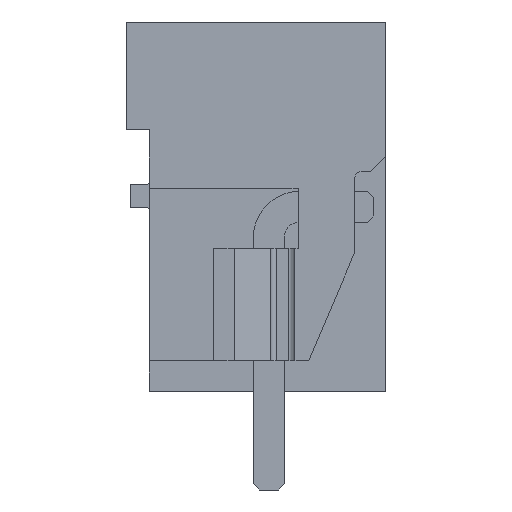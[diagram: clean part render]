
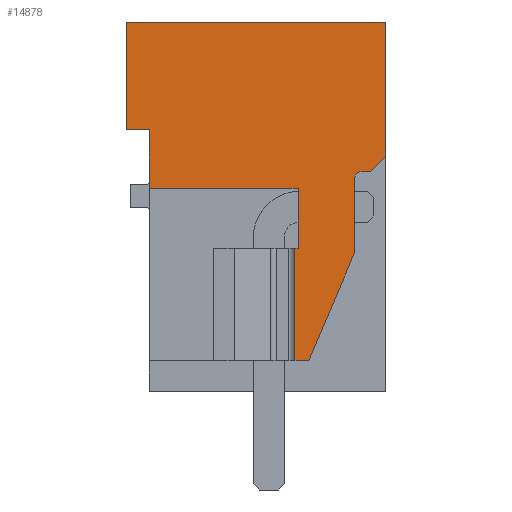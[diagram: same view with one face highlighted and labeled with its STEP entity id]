
A CAD part, left-side view. The second image highlights one B-rep face of the part: STEP entity #14878.
In plain terms, the highlighted planar face has unit normal (-1, 0, 0).
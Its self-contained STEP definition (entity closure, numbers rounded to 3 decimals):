
#14791=AXIS2_PLACEMENT_3D('Plane Axis2P3D',#14788,#14789,#14790) ;
#14844=AXIS2_PLACEMENT_3D('Circle Axis2P3D',#14842,#14843,$) ;
#63=CARTESIAN_POINT('Vertex',(0.,0.,15.2)) ;
#66=CARTESIAN_POINT('Line Origine',(0.,0.,13.023)) ;
#70=CARTESIAN_POINT('Vertex',(0.,0.,10.846)) ;
#147=CARTESIAN_POINT('Vertex',(0.,8.43,15.2)) ;
#150=CARTESIAN_POINT('Line Origine',(0.,4.215,15.2)) ;
#2495=CARTESIAN_POINT('Vertex',(0.,8.43,11.7)) ;
#2498=CARTESIAN_POINT('Line Origine',(0.,8.43,13.45)) ;
#3456=CARTESIAN_POINT('Vertex',(0.,7.68,9.8)) ;
#3459=CARTESIAN_POINT('Line Origine',(0.,7.68,10.75)) ;
#3463=CARTESIAN_POINT('Vertex',(0.,7.68,11.7)) ;
#14736=CARTESIAN_POINT('Line Origine',(0.,8.055,11.7)) ;
#14788=CARTESIAN_POINT('Axis2P3D Location',(0.,0.,0.)) ;
#14793=CARTESIAN_POINT('Line Origine',(0.,5.265,9.8)) ;
#14797=CARTESIAN_POINT('Vertex',(0.,2.85,9.8)) ;
#14800=CARTESIAN_POINT('Line Origine',(0.,2.85,8.825)) ;
#14804=CARTESIAN_POINT('Vertex',(0.,2.85,7.85)) ;
#14807=CARTESIAN_POINT('Line Origine',(0.,2.9,7.85)) ;
#14811=CARTESIAN_POINT('Vertex',(0.,2.95,7.85)) ;
#14814=CARTESIAN_POINT('Line Origine',(0.,2.95,6.025)) ;
#14818=CARTESIAN_POINT('Vertex',(0.,2.95,4.2)) ;
#14821=CARTESIAN_POINT('Line Origine',(0.,2.725,4.2)) ;
#14825=CARTESIAN_POINT('Vertex',(0.,2.5,4.2)) ;
#14828=CARTESIAN_POINT('Line Origine',(0.,1.75,5.968)) ;
#14832=CARTESIAN_POINT('Vertex',(0.,1.,7.736)) ;
#14835=CARTESIAN_POINT('Line Origine',(0.,1.,8.941)) ;
#14839=CARTESIAN_POINT('Vertex',(0.,1.,10.146)) ;
#14842=CARTESIAN_POINT('Axis2P3D Location',(0.,0.8,10.146)) ;
#14846=CARTESIAN_POINT('Vertex',(0.,0.8,10.346)) ;
#14849=CARTESIAN_POINT('Line Origine',(0.,0.65,10.346)) ;
#14853=CARTESIAN_POINT('Vertex',(0.,0.5,10.346)) ;
#14856=CARTESIAN_POINT('Line Origine',(0.,0.25,10.596)) ;
#67=DIRECTION('Vector Direction',(0.,0.,-1.)) ;
#151=DIRECTION('Vector Direction',(0.,-1.,0.)) ;
#2499=DIRECTION('Vector Direction',(0.,0.,-1.)) ;
#3460=DIRECTION('Vector Direction',(0.,0.,-1.)) ;
#14737=DIRECTION('Vector Direction',(0.,-1.,0.)) ;
#14789=DIRECTION('Axis2P3D Direction',(-1.,0.,0.)) ;
#14790=DIRECTION('Axis2P3D XDirection',(0.,0.,1.)) ;
#14794=DIRECTION('Vector Direction',(0.,1.,0.)) ;
#14801=DIRECTION('Vector Direction',(0.,0.,-1.)) ;
#14808=DIRECTION('Vector Direction',(0.,-1.,0.)) ;
#14815=DIRECTION('Vector Direction',(0.,0.,1.)) ;
#14822=DIRECTION('Vector Direction',(0.,-1.,0.)) ;
#14829=DIRECTION('Vector Direction',(0.,-0.391,0.921)) ;
#14836=DIRECTION('Vector Direction',(0.,0.,1.)) ;
#14843=DIRECTION('Axis2P3D Direction',(-1.,0.,0.)) ;
#14850=DIRECTION('Vector Direction',(0.,-1.,0.)) ;
#14857=DIRECTION('Vector Direction',(0.,-0.707,0.707)) ;
#68=VECTOR('Line Direction',#67,1.) ;
#152=VECTOR('Line Direction',#151,1.) ;
#2500=VECTOR('Line Direction',#2499,1.) ;
#3461=VECTOR('Line Direction',#3460,1.) ;
#14738=VECTOR('Line Direction',#14737,1.) ;
#14795=VECTOR('Line Direction',#14794,1.) ;
#14802=VECTOR('Line Direction',#14801,1.) ;
#14809=VECTOR('Line Direction',#14808,1.) ;
#14816=VECTOR('Line Direction',#14815,1.) ;
#14823=VECTOR('Line Direction',#14822,1.) ;
#14830=VECTOR('Line Direction',#14829,1.) ;
#14837=VECTOR('Line Direction',#14836,1.) ;
#14851=VECTOR('Line Direction',#14850,1.) ;
#14858=VECTOR('Line Direction',#14857,1.) ;
#14862=ORIENTED_EDGE('',*,*,#72,.T.) ;
#14863=ORIENTED_EDGE('',*,*,#154,.T.) ;
#14864=ORIENTED_EDGE('',*,*,#2502,.T.) ;
#14865=ORIENTED_EDGE('',*,*,#14740,.T.) ;
#14866=ORIENTED_EDGE('',*,*,#3465,.T.) ;
#14867=ORIENTED_EDGE('',*,*,#14799,.F.) ;
#14868=ORIENTED_EDGE('',*,*,#14806,.F.) ;
#14869=ORIENTED_EDGE('',*,*,#14813,.F.) ;
#14870=ORIENTED_EDGE('',*,*,#14820,.F.) ;
#14871=ORIENTED_EDGE('',*,*,#14827,.F.) ;
#14872=ORIENTED_EDGE('',*,*,#14834,.F.) ;
#14873=ORIENTED_EDGE('',*,*,#14841,.F.) ;
#14874=ORIENTED_EDGE('',*,*,#14848,.F.) ;
#14875=ORIENTED_EDGE('',*,*,#14855,.F.) ;
#14876=ORIENTED_EDGE('',*,*,#14860,.F.) ;
#14878=ADVANCED_FACE('HOUSING',(#14877),#14792,.T.) ;
#14845=CIRCLE('generated circle',#14844,0.2) ;
#72=EDGE_CURVE('',#71,#64,#69,.F.) ;
#154=EDGE_CURVE('',#64,#148,#153,.F.) ;
#2502=EDGE_CURVE('',#148,#2496,#2501,.T.) ;
#3465=EDGE_CURVE('',#3464,#3457,#3462,.T.) ;
#14740=EDGE_CURVE('',#2496,#3464,#14739,.T.) ;
#14799=EDGE_CURVE('',#14798,#3457,#14796,.T.) ;
#14806=EDGE_CURVE('',#14805,#14798,#14803,.F.) ;
#14813=EDGE_CURVE('',#14812,#14805,#14810,.T.) ;
#14820=EDGE_CURVE('',#14819,#14812,#14817,.T.) ;
#14827=EDGE_CURVE('',#14826,#14819,#14824,.F.) ;
#14834=EDGE_CURVE('',#14833,#14826,#14831,.F.) ;
#14841=EDGE_CURVE('',#14840,#14833,#14838,.F.) ;
#14848=EDGE_CURVE('',#14847,#14840,#14845,.T.) ;
#14855=EDGE_CURVE('',#14854,#14847,#14852,.F.) ;
#14860=EDGE_CURVE('',#71,#14854,#14859,.F.) ;
#14861=EDGE_LOOP('',(#14862,#14863,#14864,#14865,#14866,#14867,#14868,#14869,#14870,#14871,#14872,#14873,#14874,#14875,#14876)) ;
#14877=FACE_OUTER_BOUND('',#14861,.T.) ;
#69=LINE('Line',#66,#68) ;
#153=LINE('Line',#150,#152) ;
#2501=LINE('Line',#2498,#2500) ;
#3462=LINE('Line',#3459,#3461) ;
#14739=LINE('Line',#14736,#14738) ;
#14796=LINE('Line',#14793,#14795) ;
#14803=LINE('Line',#14800,#14802) ;
#14810=LINE('Line',#14807,#14809) ;
#14817=LINE('Line',#14814,#14816) ;
#14824=LINE('Line',#14821,#14823) ;
#14831=LINE('Line',#14828,#14830) ;
#14838=LINE('Line',#14835,#14837) ;
#14852=LINE('Line',#14849,#14851) ;
#14859=LINE('Line',#14856,#14858) ;
#14792=PLANE('',#14791) ;
#64=VERTEX_POINT('',#63) ;
#71=VERTEX_POINT('',#70) ;
#148=VERTEX_POINT('',#147) ;
#2496=VERTEX_POINT('',#2495) ;
#3457=VERTEX_POINT('',#3456) ;
#3464=VERTEX_POINT('',#3463) ;
#14798=VERTEX_POINT('',#14797) ;
#14805=VERTEX_POINT('',#14804) ;
#14812=VERTEX_POINT('',#14811) ;
#14819=VERTEX_POINT('',#14818) ;
#14826=VERTEX_POINT('',#14825) ;
#14833=VERTEX_POINT('',#14832) ;
#14840=VERTEX_POINT('',#14839) ;
#14847=VERTEX_POINT('',#14846) ;
#14854=VERTEX_POINT('',#14853) ;
